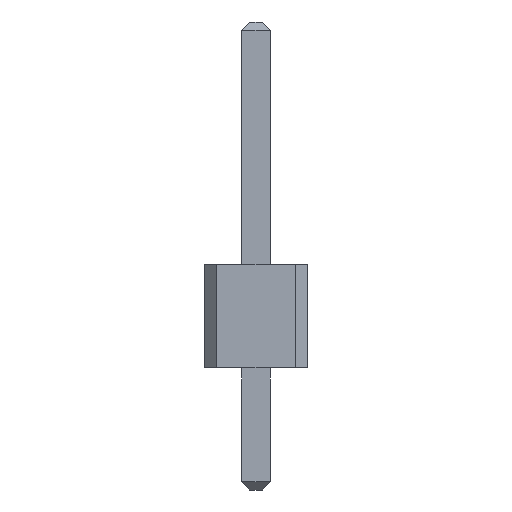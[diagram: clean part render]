
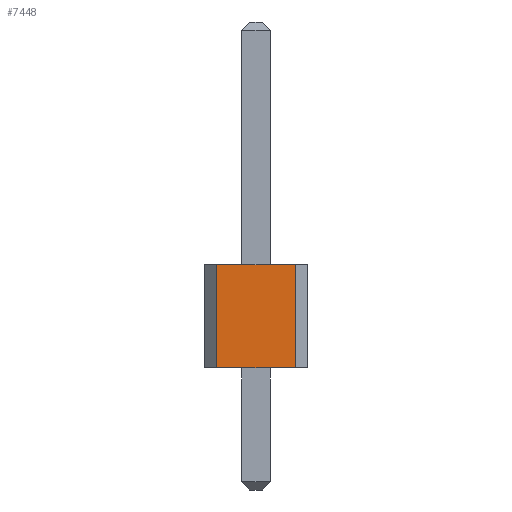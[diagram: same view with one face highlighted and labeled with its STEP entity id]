
A CAD part, front view. The second image highlights one B-rep face of the part: STEP entity #7448.
In plain terms, the highlighted planar face has unit normal (0, -1, 0).
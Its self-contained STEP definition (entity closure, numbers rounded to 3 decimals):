
#6530 = PLANE('',#6531);
#6531 = AXIS2_PLACEMENT_3D('',#6532,#6533,#6534);
#6532 = CARTESIAN_POINT('',(0.,-33.02,
    0.));
#6533 = DIRECTION('',(0.,0.,1.));
#6534 = DIRECTION('',(1.,0.,0.));
#6789 = PLANE('',#6790);
#6790 = AXIS2_PLACEMENT_3D('',#6791,#6792,#6793);
#6791 = CARTESIAN_POINT('',(0.,-33.02,2.54));
#6792 = DIRECTION('',(0.,0.,1.));
#6793 = DIRECTION('',(1.,0.,0.));
#7015 = VERTEX_POINT('',#7016);
#7016 = CARTESIAN_POINT('',(-0.97,-34.29,0.));
#7030 = PLANE('',#7031);
#7031 = AXIS2_PLACEMENT_3D('',#7032,#7033,#7034);
#7032 = CARTESIAN_POINT('',(-1.12,-34.14,0.));
#7033 = DIRECTION('',(-0.707,-0.707,0.));
#7034 = DIRECTION('',(0.,0.,1.));
#7042 = EDGE_CURVE('',#7043,#7015,#7045,.T.);
#7043 = VERTEX_POINT('',#7044);
#7044 = CARTESIAN_POINT('',(0.97,-34.29,0.));
#7045 = SURFACE_CURVE('',#7046,(#7050,#7057),.PCURVE_S1.);
#7046 = LINE('',#7047,#7048);
#7047 = CARTESIAN_POINT('',(1.27,-34.29,0.));
#7048 = VECTOR('',#7049,1.);
#7049 = DIRECTION('',(-1.,0.,0.));
#7050 = PCURVE('',#6530,#7051);
#7051 = DEFINITIONAL_REPRESENTATION('',(#7052),#7056);
#7052 = LINE('',#7053,#7054);
#7053 = CARTESIAN_POINT('',(1.27,-1.27));
#7054 = VECTOR('',#7055,1.);
#7055 = DIRECTION('',(-1.,0.));
#7056 = ( GEOMETRIC_REPRESENTATION_CONTEXT(2) 
PARAMETRIC_REPRESENTATION_CONTEXT() REPRESENTATION_CONTEXT('2D SPACE',''
  ) );
#7057 = PCURVE('',#7058,#7063);
#7058 = PLANE('',#7059);
#7059 = AXIS2_PLACEMENT_3D('',#7060,#7061,#7062);
#7060 = CARTESIAN_POINT('',(1.27,-34.29,0.));
#7061 = DIRECTION('',(0.,-1.,0.));
#7062 = DIRECTION('',(-1.,0.,0.));
#7063 = DEFINITIONAL_REPRESENTATION('',(#7064),#7068);
#7064 = LINE('',#7065,#7066);
#7065 = CARTESIAN_POINT('',(0.,-0.));
#7066 = VECTOR('',#7067,1.);
#7067 = DIRECTION('',(1.,0.));
#7068 = ( GEOMETRIC_REPRESENTATION_CONTEXT(2) 
PARAMETRIC_REPRESENTATION_CONTEXT() REPRESENTATION_CONTEXT('2D SPACE',''
  ) );
#7086 = PLANE('',#7087);
#7087 = AXIS2_PLACEMENT_3D('',#7088,#7089,#7090);
#7088 = CARTESIAN_POINT('',(1.12,-34.14,0.));
#7089 = DIRECTION('',(0.707,-0.707,0.));
#7090 = DIRECTION('',(0.,0.,1.));
#7279 = VERTEX_POINT('',#7280);
#7280 = CARTESIAN_POINT('',(-0.97,-34.29,2.54));
#7301 = EDGE_CURVE('',#7302,#7279,#7304,.T.);
#7302 = VERTEX_POINT('',#7303);
#7303 = CARTESIAN_POINT('',(0.97,-34.29,2.54));
#7304 = SURFACE_CURVE('',#7305,(#7309,#7316),.PCURVE_S1.);
#7305 = LINE('',#7306,#7307);
#7306 = CARTESIAN_POINT('',(1.27,-34.29,2.54));
#7307 = VECTOR('',#7308,1.);
#7308 = DIRECTION('',(-1.,0.,0.));
#7309 = PCURVE('',#6789,#7310);
#7310 = DEFINITIONAL_REPRESENTATION('',(#7311),#7315);
#7311 = LINE('',#7312,#7313);
#7312 = CARTESIAN_POINT('',(1.27,-1.27));
#7313 = VECTOR('',#7314,1.);
#7314 = DIRECTION('',(-1.,0.));
#7315 = ( GEOMETRIC_REPRESENTATION_CONTEXT(2) 
PARAMETRIC_REPRESENTATION_CONTEXT() REPRESENTATION_CONTEXT('2D SPACE',''
  ) );
#7316 = PCURVE('',#7058,#7317);
#7317 = DEFINITIONAL_REPRESENTATION('',(#7318),#7322);
#7318 = LINE('',#7319,#7320);
#7319 = CARTESIAN_POINT('',(0.,-2.54));
#7320 = VECTOR('',#7321,1.);
#7321 = DIRECTION('',(1.,0.));
#7322 = ( GEOMETRIC_REPRESENTATION_CONTEXT(2) 
PARAMETRIC_REPRESENTATION_CONTEXT() REPRESENTATION_CONTEXT('2D SPACE',''
  ) );
#7428 = EDGE_CURVE('',#7043,#7302,#7429,.T.);
#7429 = SURFACE_CURVE('',#7430,(#7434,#7441),.PCURVE_S1.);
#7430 = LINE('',#7431,#7432);
#7431 = CARTESIAN_POINT('',(0.97,-34.29,0.));
#7432 = VECTOR('',#7433,1.);
#7433 = DIRECTION('',(0.,0.,1.));
#7434 = PCURVE('',#7086,#7435);
#7435 = DEFINITIONAL_REPRESENTATION('',(#7436),#7440);
#7436 = LINE('',#7437,#7438);
#7437 = CARTESIAN_POINT('',(0.,0.212));
#7438 = VECTOR('',#7439,1.);
#7439 = DIRECTION('',(1.,0.));
#7440 = ( GEOMETRIC_REPRESENTATION_CONTEXT(2) 
PARAMETRIC_REPRESENTATION_CONTEXT() REPRESENTATION_CONTEXT('2D SPACE',''
  ) );
#7441 = PCURVE('',#7058,#7442);
#7442 = DEFINITIONAL_REPRESENTATION('',(#7443),#7447);
#7443 = LINE('',#7444,#7445);
#7444 = CARTESIAN_POINT('',(0.3,0.));
#7445 = VECTOR('',#7446,1.);
#7446 = DIRECTION('',(0.,-1.));
#7447 = ( GEOMETRIC_REPRESENTATION_CONTEXT(2) 
PARAMETRIC_REPRESENTATION_CONTEXT() REPRESENTATION_CONTEXT('2D SPACE',''
  ) );
#7448 = ADVANCED_FACE('',(#7449),#7058,.T.);
#7449 = FACE_BOUND('',#7450,.T.);
#7450 = EDGE_LOOP('',(#7451,#7452,#7453,#7454));
#7451 = ORIENTED_EDGE('',*,*,#7042,.F.);
#7452 = ORIENTED_EDGE('',*,*,#7428,.T.);
#7453 = ORIENTED_EDGE('',*,*,#7301,.T.);
#7454 = ORIENTED_EDGE('',*,*,#7455,.F.);
#7455 = EDGE_CURVE('',#7015,#7279,#7456,.T.);
#7456 = SURFACE_CURVE('',#7457,(#7461,#7468),.PCURVE_S1.);
#7457 = LINE('',#7458,#7459);
#7458 = CARTESIAN_POINT('',(-0.97,-34.29,0.));
#7459 = VECTOR('',#7460,1.);
#7460 = DIRECTION('',(0.,0.,1.));
#7461 = PCURVE('',#7058,#7462);
#7462 = DEFINITIONAL_REPRESENTATION('',(#7463),#7467);
#7463 = LINE('',#7464,#7465);
#7464 = CARTESIAN_POINT('',(2.24,0.));
#7465 = VECTOR('',#7466,1.);
#7466 = DIRECTION('',(0.,-1.));
#7467 = ( GEOMETRIC_REPRESENTATION_CONTEXT(2) 
PARAMETRIC_REPRESENTATION_CONTEXT() REPRESENTATION_CONTEXT('2D SPACE',''
  ) );
#7468 = PCURVE('',#7030,#7469);
#7469 = DEFINITIONAL_REPRESENTATION('',(#7470),#7474);
#7470 = LINE('',#7471,#7472);
#7471 = CARTESIAN_POINT('',(0.,-0.212));
#7472 = VECTOR('',#7473,1.);
#7473 = DIRECTION('',(1.,0.));
#7474 = ( GEOMETRIC_REPRESENTATION_CONTEXT(2) 
PARAMETRIC_REPRESENTATION_CONTEXT() REPRESENTATION_CONTEXT('2D SPACE',''
  ) );
